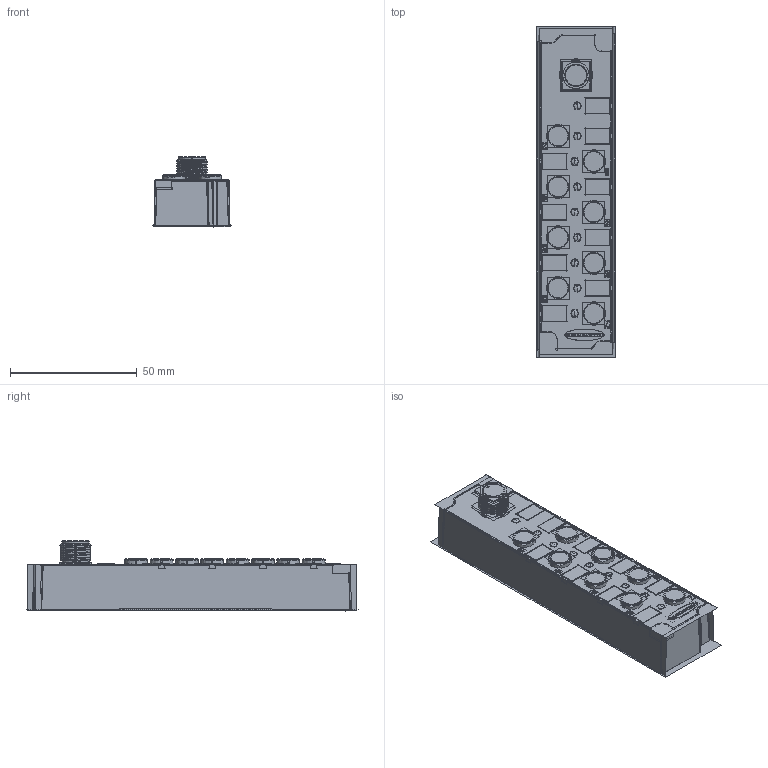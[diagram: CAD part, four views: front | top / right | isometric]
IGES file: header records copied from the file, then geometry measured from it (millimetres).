
Start section:  PTC IGES file: 242902_sm01.igs
Global section: file name: 242902_sm01.igs; native system: Creo Parametric by PTC Inc.; preprocessor: 2022414; author: banengservice; organization: Unknown; date: 20240708.093049; units: millimetre
Bounding box: 31.2 x 131.03 x 27.63 mm (x, y, z)
Surface area: 288935.9 mm2
Topology: 1 solids, 14 shells, 4316 faces, 29411 edges, 41994 vertices
Faces by surface type: bspline 2346, revolution 1814, extrusion 156
